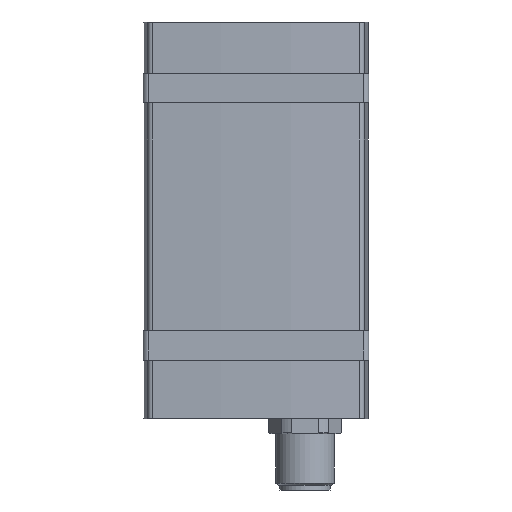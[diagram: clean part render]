
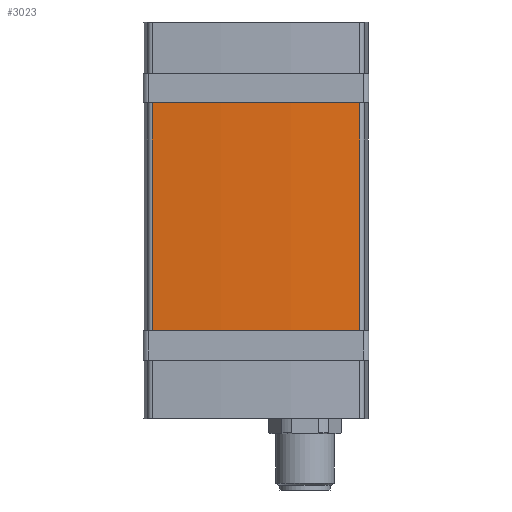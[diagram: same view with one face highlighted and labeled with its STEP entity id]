
A CAD part, left-side view. The second image highlights one B-rep face of the part: STEP entity #3023.
In plain terms, the highlighted cylindrical face has radius 242.28 mm (diameter 484.56 mm), a partial arc.
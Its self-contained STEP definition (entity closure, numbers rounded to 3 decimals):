
#385=VECTOR('',#3976,1.);
#387=VECTOR('',#3980,1.);
#485=LINE('',#4985,#385);
#487=LINE('',#4988,#387);
#568=VERTEX_POINT('',#4812);
#569=VERTEX_POINT('',#4814);
#588=VERTEX_POINT('',#4857);
#589=VERTEX_POINT('',#4858);
#858=CIRCLE('',#3263,242.28);
#871=CIRCLE('',#3278,242.28);
#1122=EDGE_CURVE('',#568,#569,#858,.T.);
#1144=EDGE_CURVE('',#588,#589,#871,.T.);
#1209=EDGE_CURVE('',#589,#568,#485,.T.);
#1211=EDGE_CURVE('',#569,#588,#487,.T.);
#1644=ORIENTED_EDGE('',*,*,#1209,.F.);
#1645=ORIENTED_EDGE('',*,*,#1144,.F.);
#1646=ORIENTED_EDGE('',*,*,#1211,.F.);
#1647=ORIENTED_EDGE('',*,*,#1122,.F.);
#2260=EDGE_LOOP('',(#1644,#1645,#1646,#1647));
#2650=FACE_BOUND('',#2260,.T.);
#3023=ADVANCED_FACE('',(#2650),#5745,.T.);
#3263=AXIS2_PLACEMENT_3D('',#4813,#3801,#3802);
#3278=AXIS2_PLACEMENT_3D('',#4856,#3839,#3840);
#3337=AXIS2_PLACEMENT_3D('',#4987,#3978,#3979);
#3801=DIRECTION('',(0.,0.,-1.));
#3802=DIRECTION('',(242.28,0.,0.));
#3839=DIRECTION('',(0.,0.,1.));
#3840=DIRECTION('',(242.28,0.,0.));
#3976=DIRECTION('',(0.,0.,-1.));
#3978=DIRECTION('',(0.,0.,-1.));
#3979=DIRECTION('',(242.28,0.,0.));
#3980=DIRECTION('',(0.,0.,1.));
#4812=CARTESIAN_POINT('',(-11.559,1.78,-22.5));
#4813=CARTESIAN_POINT('',(229.79,23.,-22.5));
#4814=CARTESIAN_POINT('',(-11.559,44.22,-22.5));
#4856=CARTESIAN_POINT('',(229.79,23.,24.));
#4857=CARTESIAN_POINT('',(-11.559,44.22,24.));
#4858=CARTESIAN_POINT('',(-11.559,1.78,24.));
#4985=CARTESIAN_POINT('',(-11.559,1.78,24.));
#4987=CARTESIAN_POINT('',(229.79,23.,24.));
#4988=CARTESIAN_POINT('',(-11.559,44.22,24.));
#5745=CYLINDRICAL_SURFACE('',#3337,242.28);
